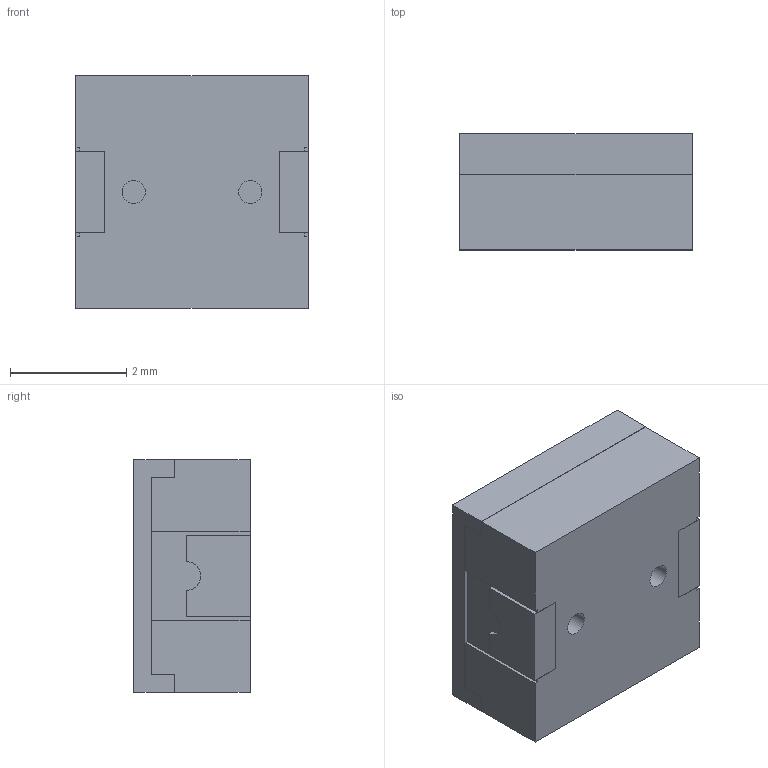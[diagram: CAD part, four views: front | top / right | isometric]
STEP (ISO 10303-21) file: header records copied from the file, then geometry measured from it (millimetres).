
FILE_DESCRIPTION(/* description */ (''),/* implementation_level */ '2;1');
FILE_NAME(/* name */ 'SMT-0440-S-R.ipt.stp',/* time_stamp */ '2020-05-28T15:19:16-04:00',/* author */ ('Jeff H. Stachowski'),/* organization */ ('Thinkpath Engineering Services LLC'),/* preprocessor_version */ 'ST-DEVELOPER v16.1',/* originating_system */ 'Autodesk Inventor 2016',/* authorisation */ '');
FILE_SCHEMA (('AUTOMOTIVE_DESIGN { 1 0 10303 214 3 1 1 }'));
Length unit declared in the file: millimetre
Products named in the file (1): SMT-0440-S-R
Bounding box: 4 x 2 x 4 mm (x, y, z)
Volume: 15.9 mm3; surface area: 122.2 mm2
Topology: 2 solids, 2 shells, 89 faces, 246 edges, 164 vertices
Faces by surface type: plane 83, cylinder 6
Full cylindrical faces by diameter (mm): 0.4 x2, 0.8 x1, 3 x1
Entity records: 2834 total; most frequent: CARTESIAN_POINT 496, ORIENTED_EDGE 484, DIRECTION 434, EDGE_CURVE 242, LINE 230, VECTOR 230, VERTEX_POINT 164, AXIS2_PLACEMENT_3D 102
